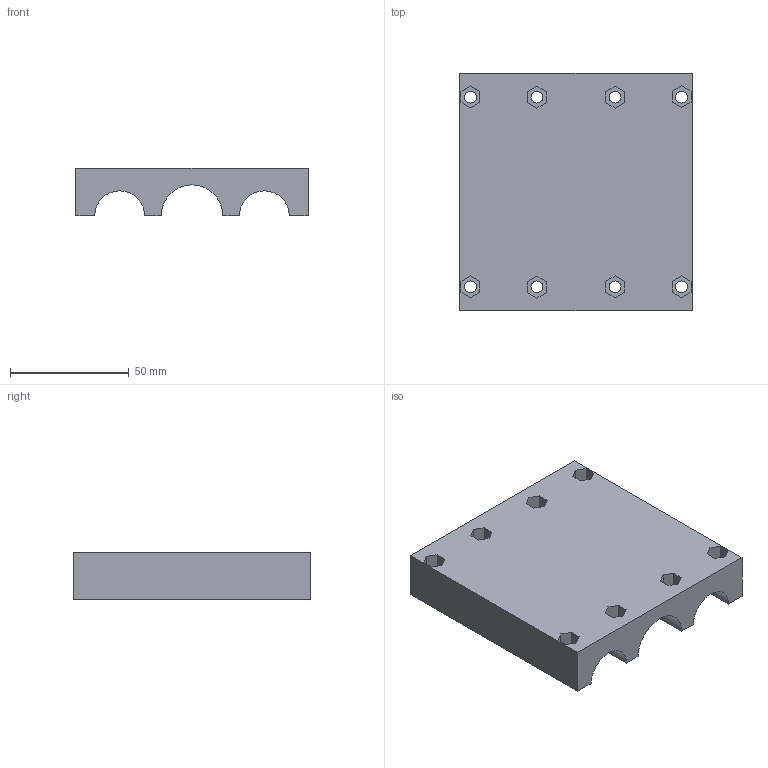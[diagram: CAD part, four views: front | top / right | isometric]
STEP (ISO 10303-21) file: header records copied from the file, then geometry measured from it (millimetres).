
FILE_DESCRIPTION (( 'STEP AP214' ), '1' );
FILE_NAME ('Teil21.STEP', '2012-10-14T16:31:24', ( 'MrZack' ), ( 'HOME' ), 'SwSTEP 2.0', 'SolidWorks 2011', '' );
FILE_SCHEMA (( 'AUTOMOTIVE_DESIGN' ));
Length unit declared in the file: millimetre
Products named in the file (1): Teil21
Bounding box: 98 x 100 x 20 mm (x, y, z)
Volume: 129385.3 mm3; surface area: 33145.2 mm2
Topology: 1 solids, 1 shells, 87 faces, 231 edges, 154 vertices
Faces by surface type: plane 65, cylinder 22
Entity records: 2755 total; most frequent: CARTESIAN_POINT 473, ORIENTED_EDGE 462, DIRECTION 451, EDGE_CURVE 231, LINE 187, VECTOR 187, VERTEX_POINT 154, AXIS2_PLACEMENT_3D 132
